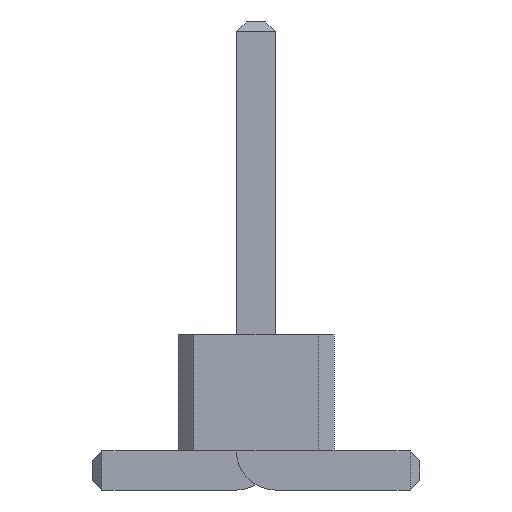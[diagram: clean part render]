
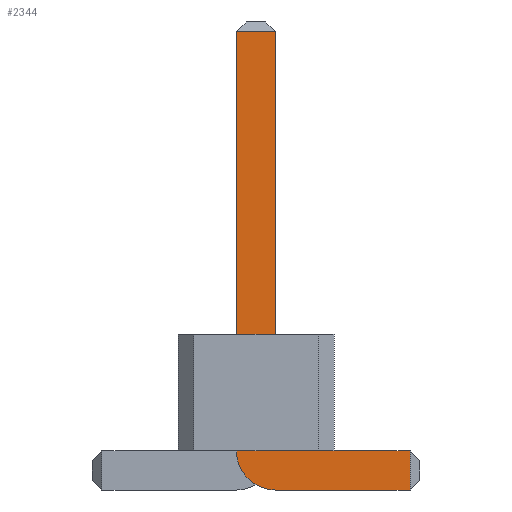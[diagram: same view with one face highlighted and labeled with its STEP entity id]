
A CAD part, front view. The second image highlights one B-rep face of the part: STEP entity #2344.
In plain terms, the highlighted planar face has unit normal (0, -1, 0).
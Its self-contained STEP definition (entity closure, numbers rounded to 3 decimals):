
#13=DIRECTION('',(0.,0.,1.));
#27=VECTOR('',#13,1.);
#67=DIRECTION('',(1.,0.,0.));
#1010=VECTOR('',#67,1.);
#1063=DIRECTION('',(-1.,0.,0.));
#2003=VECTOR('',#1063,1.);
#2158=DIRECTION('',(-0.,1.,0.));
#2159=DIRECTION('',(0.,0.,-1.));
#2176=VECTOR('',#2159,1.);
#2188=DIRECTION('',(0.,1.,0.));
#2189=DIRECTION('',(1.,0.,0.));
#2196=VERTEX_POINT('',#2197);
#2197=CARTESIAN_POINT('',(1.975,-16.25,0.));
#2199=ORIENTED_EDGE('',*,*,#2200,.T.);
#2200=EDGE_CURVE('',#2196,#2201,#2203,.T.);
#2201=VERTEX_POINT('',#2202);
#2202=CARTESIAN_POINT('',(0.25,-16.25,0.));
#2203=LINE('',#2204,#2003);
#2204=CARTESIAN_POINT('',(2.1,-16.25,0.));
#2241=VERTEX_POINT('',#2242);
#2242=CARTESIAN_POINT('',(-0.25,-16.25,0.5));
#2245=EDGE_CURVE('',#2201,#2241,#2246,.T.);
#2246=CIRCLE('',#2247,0.5);
#2247=AXIS2_PLACEMENT_3D('',#2248,#2158,#2159);
#2248=CARTESIAN_POINT('',(0.25,-16.25,0.5));
#2257=VERTEX_POINT('',#2248);
#2259=ORIENTED_EDGE('',*,*,#2260,.T.);
#2260=EDGE_CURVE('',#2257,#2261,#2263,.T.);
#2261=VERTEX_POINT('',#2262);
#2262=CARTESIAN_POINT('',(1.975,-16.25,0.5));
#2263=LINE('',#2248,#1010);
#2273=ORIENTED_EDGE('',*,*,#2274,.T.);
#2274=EDGE_CURVE('',#2241,#2275,#2277,.T.);
#2275=VERTEX_POINT('',#2276);
#2276=CARTESIAN_POINT('',(-0.25,-16.25,5.875));
#2277=LINE('',#2278,#27);
#2278=CARTESIAN_POINT('',(-0.25,-16.25,0.));
#2290=VERTEX_POINT('',#2291);
#2291=CARTESIAN_POINT('',(0.25,-16.25,5.875));
#2293=ORIENTED_EDGE('',*,*,#2294,.T.);
#2294=EDGE_CURVE('',#2290,#2257,#2295,.T.);
#2295=LINE('',#2296,#2176);
#2296=CARTESIAN_POINT('',(0.25,-16.25,6.));
#2344=ADVANCED_FACE('',(#2345),#2354,.F.);
#2345=FACE_BOUND('',#2346,.F.);
#2346=EDGE_LOOP('',(#2199,#2347,#2273,#2348,#2293,#2259,#2351));
#2347=ORIENTED_EDGE('',*,*,#2245,.T.);
#2348=ORIENTED_EDGE('',*,*,#2349,.T.);
#2349=EDGE_CURVE('',#2275,#2290,#2350,.T.);
#2350=LINE('',#2276,#1010);
#2351=ORIENTED_EDGE('',*,*,#2352,.T.);
#2352=EDGE_CURVE('',#2261,#2196,#2353,.T.);
#2353=LINE('',#2262,#2176);
#2354=PLANE('',#2355);
#2355=AXIS2_PLACEMENT_3D('',#2356,#2188,#2189);
#2356=CARTESIAN_POINT('',(0.316,-16.25,2.391));
